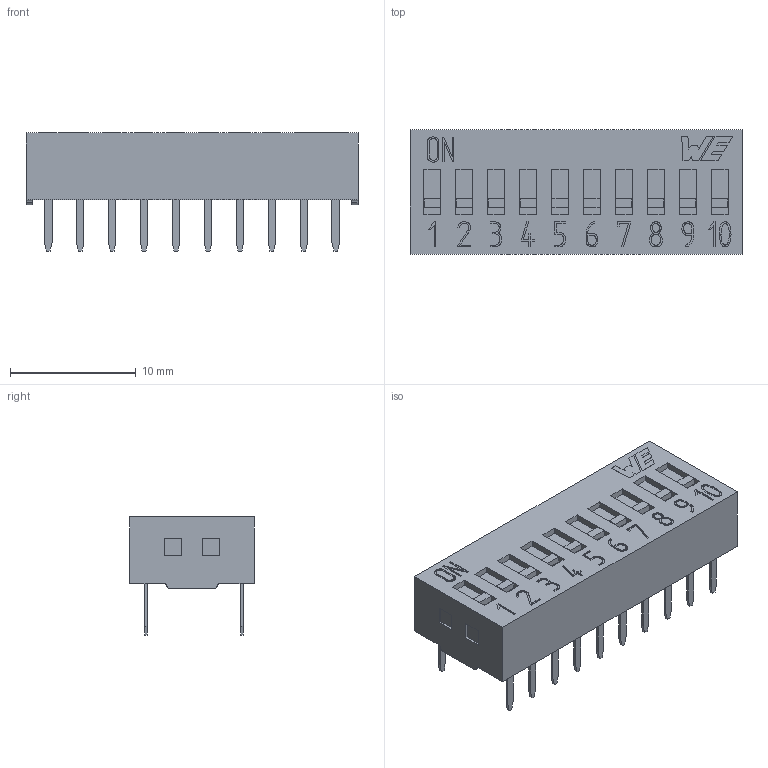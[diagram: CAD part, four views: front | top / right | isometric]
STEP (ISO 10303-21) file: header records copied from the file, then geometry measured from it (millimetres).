
FILE_DESCRIPTION( ( 'Unknown' ), '1' );
FILE_NAME( '418117170910.stp', 'Unknown', ( 'Unknown' ), ( 'Unknown' ), 'PSStep 16.0.42', 'Unknown', ' ' );
FILE_SCHEMA( ( 'AUTOMOTIVE_DESIGN { 1 0 10303 214 1 1 1 1 }' ) );
Length unit declared in the file: millimetre
Products named in the file (4): Assem1; Base_switch; clip; base
Assembly tree (12 placements, depth 2):
  Assem1
    Base_switch
    clip  x10
    base
Bounding box: 26.4 x 9.9 x 9.4 mm (x, y, z)
Volume: 906.6 mm3; surface area: 2756.7 mm2
Topology: 12 solids, 12 shells, 542 faces, 1389 edges, 926 vertices
Faces by surface type: plane 494, extrusion 30, cylinder 18
Entity records: 16003 total; most frequent: CARTESIAN_POINT 3533, ORIENTED_EDGE 2010, DIRECTION 1609, EDGE_CURVE 1005, VECTOR 829, LINE 799, VERTEX_POINT 674, EDGE_LOOP 461
